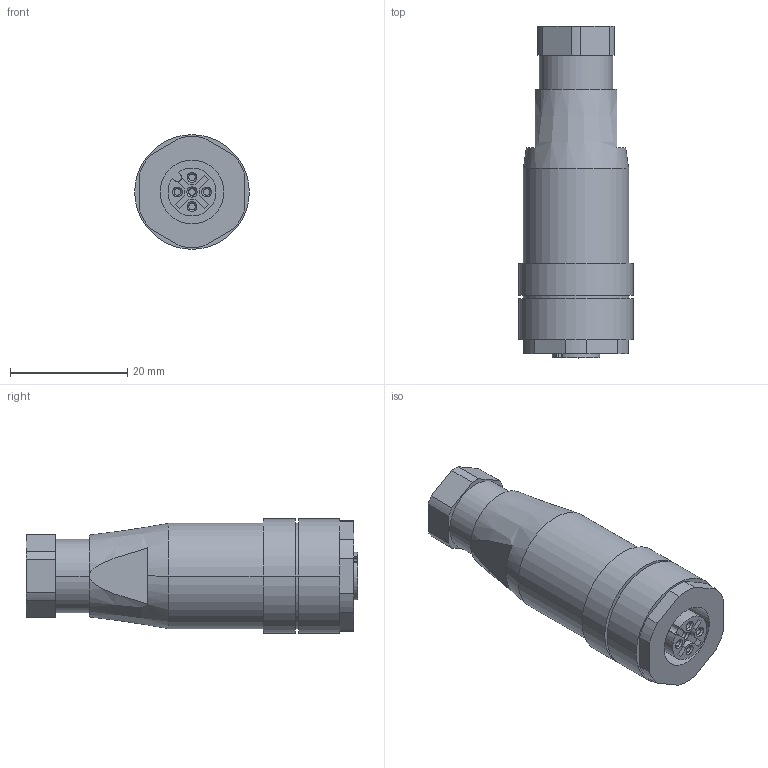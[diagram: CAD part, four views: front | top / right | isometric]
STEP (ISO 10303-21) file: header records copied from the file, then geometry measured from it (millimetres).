
FILE_DESCRIPTION(('Creo Elements/Direct Modeling STEP Export'),'2;1');
FILE_NAME('model.stp','2019-02-06T 4:30:25',(''),(''),'Creo Elements/Direct Modeling STEP processor for AP214 (Solid Model)','Creo Elements/Direct Modeling 18.1I 14-Aug-2016 (C) Parametric Technology GmbH','');
FILE_SCHEMA(('AUTOMOTIVE_DESIGN { 1 0 10303 214 1 1 1 1 }'));
Length unit declared in the file: millimetre
Products named in the file (2): SACC_M12FS_5CON_PG_7-select
Assembly tree (1 placements, depth 2):
  SACC_M12FS_5CON_PG_7-select
    SACC_M12FS_5CON_PG_7-select
Bounding box: 19.6 x 56.7 x 19.6 mm (x, y, z)
Volume: 12106.8 mm3; surface area: 4458.5 mm2
Topology: 1 solids, 1 shells, 102 faces, 251 edges, 165 vertices
Faces by surface type: plane 46, cylinder 42, cone 12, torus 2
Entity records: 3783 total; most frequent: CARTESIAN_POINT 560, ORIENTED_EDGE 502, DIRECTION 488, EDGE_CURVE 251, AXIS2_PLACEMENT_3D 178, VERTEX_POINT 165, VECTOR 132, LINE 132
